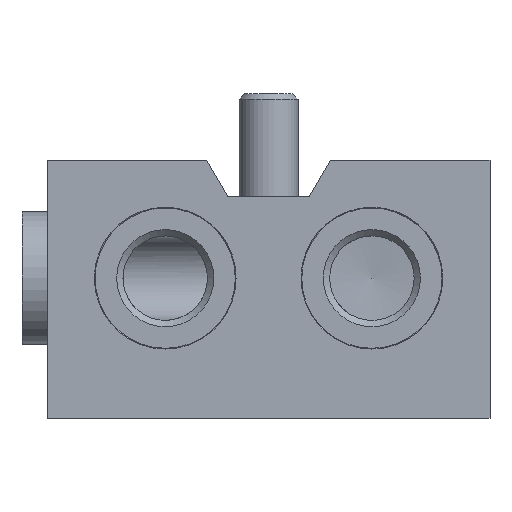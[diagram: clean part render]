
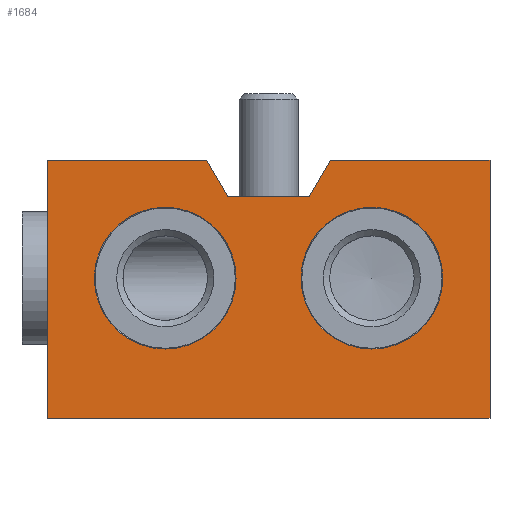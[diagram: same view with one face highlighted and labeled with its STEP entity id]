
A CAD part, front view. The second image highlights one B-rep face of the part: STEP entity #1684.
In plain terms, the highlighted planar face has unit normal (0, -1, 0).
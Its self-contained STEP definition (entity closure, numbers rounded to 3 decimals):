
#70=LINE('',#2678,#184);
#78=LINE('',#2696,#192);
#88=LINE('',#2720,#202);
#90=LINE('',#2724,#204);
#97=LINE('',#2737,#211);
#103=LINE('',#2749,#217);
#107=LINE('',#2761,#221);
#108=LINE('',#2762,#222);
#184=VECTOR('',#2070,1000.);
#192=VECTOR('',#2082,1000.);
#202=VECTOR('',#2100,1000.);
#204=VECTOR('',#2104,1000.);
#211=VECTOR('',#2113,1000.);
#217=VECTOR('',#2123,1000.);
#221=VECTOR('',#2135,1000.);
#222=VECTOR('',#2136,1000.);
#305=PLANE('',#1852);
#451=ORIENTED_EDGE('',*,*,#867,.F.);
#452=ORIENTED_EDGE('',*,*,#868,.F.);
#453=ORIENTED_EDGE('',*,*,#857,.T.);
#454=ORIENTED_EDGE('',*,*,#828,.F.);
#455=ORIENTED_EDGE('',*,*,#848,.T.);
#456=ORIENTED_EDGE('',*,*,#869,.T.);
#457=ORIENTED_EDGE('',*,*,#850,.F.);
#458=ORIENTED_EDGE('',*,*,#836,.F.);
#459=ORIENTED_EDGE('',*,*,#863,.T.);
#460=ORIENTED_EDGE('',*,*,#870,.T.);
#828=EDGE_CURVE('',#1038,#1036,#70,.T.);
#836=EDGE_CURVE('',#1046,#1043,#78,.T.);
#848=EDGE_CURVE('',#1038,#1056,#88,.T.);
#850=EDGE_CURVE('',#1043,#1058,#90,.T.);
#857=EDGE_CURVE('',#1062,#1036,#97,.T.);
#863=EDGE_CURVE('',#1046,#1066,#103,.T.);
#867=EDGE_CURVE('',#1069,#1069,#1193,.T.);
#868=EDGE_CURVE('',#1070,#1070,#1194,.T.);
#869=EDGE_CURVE('',#1056,#1058,#107,.T.);
#870=EDGE_CURVE('',#1066,#1062,#108,.T.);
#1036=VERTEX_POINT('',#2673);
#1038=VERTEX_POINT('',#2677);
#1043=VERTEX_POINT('',#2690);
#1046=VERTEX_POINT('',#2695);
#1056=VERTEX_POINT('',#2719);
#1058=VERTEX_POINT('',#2725);
#1062=VERTEX_POINT('',#2735);
#1066=VERTEX_POINT('',#2748);
#1069=VERTEX_POINT('',#2758);
#1070=VERTEX_POINT('',#2760);
#1193=CIRCLE('',#1853,9.6);
#1194=CIRCLE('',#1854,9.6);
#1281=EDGE_LOOP('',(#451));
#1282=EDGE_LOOP('',(#452));
#1283=EDGE_LOOP('',(#453,#454,#455,#456,#457,#458,#459,#460));
#1471=FACE_BOUND('',#1281,.T.);
#1472=FACE_BOUND('',#1282,.T.);
#1473=FACE_BOUND('',#1283,.T.);
#1684=ADVANCED_FACE('',(#1471,#1472,#1473),#305,.F.);
#1852=AXIS2_PLACEMENT_3D('',#2756,#2129,#2130);
#1853=AXIS2_PLACEMENT_3D('',#2757,#2131,#2132);
#1854=AXIS2_PLACEMENT_3D('',#2759,#2133,#2134);
#2070=DIRECTION('',(1.,0.,0.));
#2082=DIRECTION('',(1.,0.,0.));
#2100=DIRECTION('',(0.,0.,-1.));
#2104=DIRECTION('',(0.,0.,-1.));
#2113=DIRECTION('',(-0.5,0.,0.866));
#2123=DIRECTION('',(-0.5,0.,-0.866));
#2129=DIRECTION('',(0.,1.,0.));
#2130=DIRECTION('',(0.,0.,1.));
#2131=DIRECTION('',(0.,-1.,0.));
#2132=DIRECTION('',(0.,0.,-1.));
#2133=DIRECTION('',(0.,-1.,0.));
#2134=DIRECTION('',(0.,0.,-1.));
#2135=DIRECTION('',(1.,0.,0.));
#2136=DIRECTION('',(-1.,0.,0.));
#2673=CARTESIAN_POINT('',(-8.387,-78.,35.));
#2677=CARTESIAN_POINT('',(-30.,-78.,35.));
#2678=CARTESIAN_POINT('',(-30.,-78.,35.));
#2690=CARTESIAN_POINT('',(30.,-78.,35.));
#2695=CARTESIAN_POINT('',(8.387,-78.,35.));
#2696=CARTESIAN_POINT('',(-30.,-78.,35.));
#2719=CARTESIAN_POINT('',(-30.,-78.,0.));
#2720=CARTESIAN_POINT('',(-30.,-78.,35.));
#2724=CARTESIAN_POINT('',(30.,-78.,35.));
#2725=CARTESIAN_POINT('',(30.,-78.,0.));
#2735=CARTESIAN_POINT('',(-5.5,-78.,30.));
#2737=CARTESIAN_POINT('',(-5.5,-78.,30.));
#2748=CARTESIAN_POINT('',(5.5,-78.,30.));
#2749=CARTESIAN_POINT('',(8.387,-78.,35.));
#2756=CARTESIAN_POINT('',(-30.,-78.,35.));
#2757=CARTESIAN_POINT('',(-14.,-78.,19.));
#2758=CARTESIAN_POINT('',(-14.,-78.,9.4));
#2759=CARTESIAN_POINT('',(14.,-78.,19.));
#2760=CARTESIAN_POINT('',(14.,-78.,9.4));
#2761=CARTESIAN_POINT('',(-30.,-78.,0.));
#2762=CARTESIAN_POINT('',(5.5,-78.,30.));
